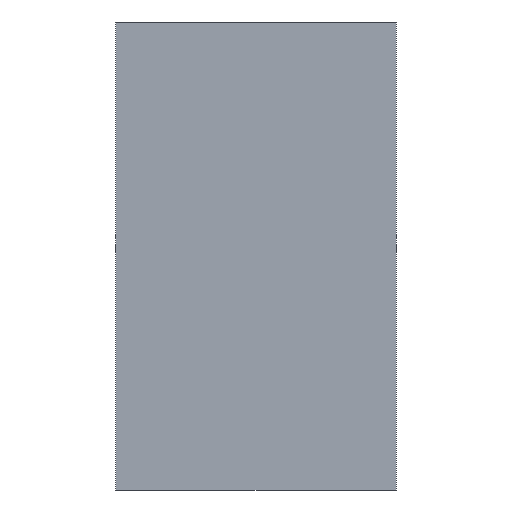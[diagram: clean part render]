
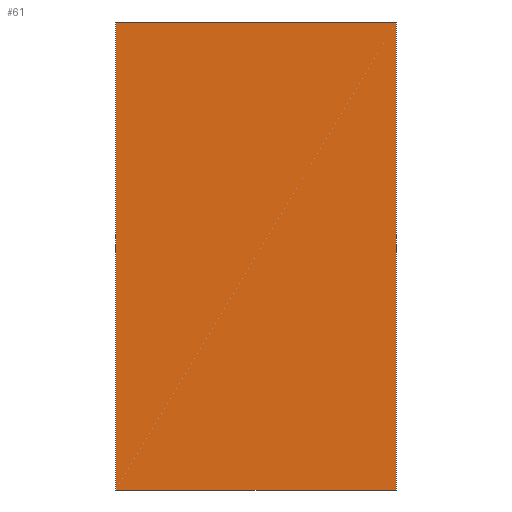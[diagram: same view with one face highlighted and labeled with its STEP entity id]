
A CAD part, left-side view. The second image highlights one B-rep face of the part: STEP entity #61.
In plain terms, the highlighted planar face has unit normal (-1, 0, 0).
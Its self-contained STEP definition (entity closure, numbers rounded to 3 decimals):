
#4 = CARTESIAN_POINT ( 'NONE',  ( -13.5, -4.5, 0. ) ) ;
#6 = CARTESIAN_POINT ( 'NONE',  ( -13.5, -4.5, 15. ) ) ;
#8 = VERTEX_POINT ( 'NONE', #6 ) ;
#9 = CARTESIAN_POINT ( 'NONE',  ( -13.5, -4.5, 15. ) ) ;
#21 = FACE_OUTER_BOUND ( 'NONE', #122, .T. ) ;
#31 = DIRECTION ( 'NONE',  ( 0., 0., -1. ) ) ;
#38 = PLANE ( 'NONE',  #56 ) ;
#41 = VERTEX_POINT ( 'NONE', #4 ) ;
#46 = VECTOR ( 'NONE', #109, 1000. ) ;
#47 = LINE ( 'NONE', #172, #46 ) ;
#56 = AXIS2_PLACEMENT_3D ( 'NONE', #178, #103, #89 ) ;
#58 = VERTEX_POINT ( 'NONE', #179 ) ;
#59 = CARTESIAN_POINT ( 'NONE',  ( -13.5, 4.5, 15. ) ) ;
#60 = ORIENTED_EDGE ( 'NONE', *, *, #119, .T. ) ;
#61 = ADVANCED_FACE ( 'NONE', ( #21 ), #38, .F. ) ;
#83 = VECTOR ( 'NONE', #31, 1000. ) ;
#89 = DIRECTION ( 'NONE',  ( 0., 0., -1. ) ) ;
#97 = DIRECTION ( 'NONE',  ( 0., -1., 0. ) ) ;
#103 = DIRECTION ( 'NONE',  ( 1., 0., 0. ) ) ;
#109 = DIRECTION ( 'NONE',  ( 0., -1., 0. ) ) ;
#119 = EDGE_CURVE ( 'NONE', #58, #41, #47, .T. ) ;
#122 = EDGE_LOOP ( 'NONE', ( #60, #145, #185, #198 ) ) ;
#125 = VERTEX_POINT ( 'NONE', #137 ) ;
#130 = EDGE_CURVE ( 'NONE', #125, #8, #197, .T. ) ;
#137 = CARTESIAN_POINT ( 'NONE',  ( -13.5, 4.5, 15. ) ) ;
#139 = LINE ( 'NONE', #59, #201 ) ;
#145 = ORIENTED_EDGE ( 'NONE', *, *, #169, .F. ) ;
#157 = EDGE_CURVE ( 'NONE', #125, #58, #139, .T. ) ;
#159 = VECTOR ( 'NONE', #97, 1000. ) ;
#169 = EDGE_CURVE ( 'NONE', #8, #41, #190, .T. ) ;
#172 = CARTESIAN_POINT ( 'NONE',  ( -13.5, -4.5, 0. ) ) ;
#178 = CARTESIAN_POINT ( 'NONE',  ( -13.5, -4.5, 15. ) ) ;
#179 = CARTESIAN_POINT ( 'NONE',  ( -13.5, 4.5, 0. ) ) ;
#185 = ORIENTED_EDGE ( 'NONE', *, *, #130, .F. ) ;
#186 = DIRECTION ( 'NONE',  ( 0., 0., -1. ) ) ;
#190 = LINE ( 'NONE', #199, #83 ) ;
#197 = LINE ( 'NONE', #9, #159 ) ;
#198 = ORIENTED_EDGE ( 'NONE', *, *, #157, .T. ) ;
#199 = CARTESIAN_POINT ( 'NONE',  ( -13.5, -4.5, 15. ) ) ;
#201 = VECTOR ( 'NONE', #186, 1000. ) ;
